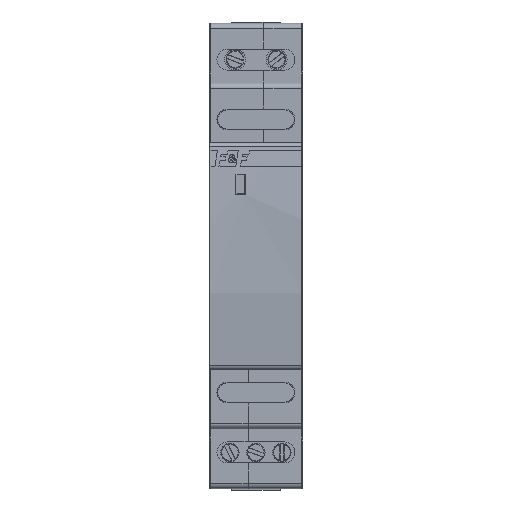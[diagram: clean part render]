
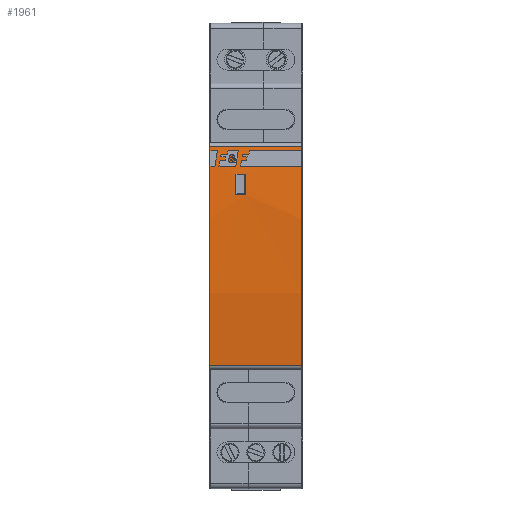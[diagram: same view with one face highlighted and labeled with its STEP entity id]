
A CAD part, front view. The second image highlights one B-rep face of the part: STEP entity #1961.
In plain terms, the highlighted cylindrical face has radius 180.874 mm (diameter 361.747 mm), a partial arc.
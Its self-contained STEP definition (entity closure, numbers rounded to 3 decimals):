
#1961=ADVANCED_FACE('',(#4912,#4914),#4916,.T.);
#4912=FACE_BOUND('',#4913,.T.);
#4913=EDGE_LOOP('',(#8680,#8681,#8682,#8683));
#4914=FACE_BOUND('',#4915,.T.);
#4915=EDGE_LOOP('',(#8684,#8685,#8686,#8687));
#4916=CYLINDRICAL_SURFACE('',#4917,180.874);
#4917=AXIS2_PLACEMENT_3D('',#4918,#4919,#4920);
#4918=CARTESIAN_POINT('',(0.,177.971,0.25));
#4919=DIRECTION('',(1.,0.,0.));
#4920=DIRECTION('',(0.,-0.993,0.12));
#8680=ORIENTED_EDGE('',*,*,#11028,.F.);
#8681=ORIENTED_EDGE('',*,*,#11029,.F.);
#8682=ORIENTED_EDGE('',*,*,#11030,.T.);
#8683=ORIENTED_EDGE('',*,*,#11031,.T.);
#8684=ORIENTED_EDGE('',*,*,#11032,.T.);
#8685=ORIENTED_EDGE('',*,*,#11033,.T.);
#8686=ORIENTED_EDGE('',*,*,#11034,.T.);
#8687=ORIENTED_EDGE('',*,*,#11035,.T.);
#11028=EDGE_CURVE('',#13178,#13179,#13180,.T.);
#11029=EDGE_CURVE('',#13181,#13178,#13182,.T.);
#11030=EDGE_CURVE('',#13181,#13183,#13184,.T.);
#11031=EDGE_CURVE('',#13183,#13179,#13185,.T.);
#11032=EDGE_CURVE('',#13186,#13187,#13188,.T.);
#11033=EDGE_CURVE('',#13187,#13189,#13190,.F.);
#11034=EDGE_CURVE('',#13189,#13191,#13192,.F.);
#11035=EDGE_CURVE('',#13191,#13186,#13193,.T.);
#13178=VERTEX_POINT('',#17640);
#13179=VERTEX_POINT('',#17641);
#13180=CIRCLE('',#17642,180.874);
#13181=VERTEX_POINT('',#17646);
#13182=LINE('',#17647,#17648);
#13183=VERTEX_POINT('',#17650);
#13184=CIRCLE('',#17651,180.874);
#13185=LINE('',#17655,#17656);
#13186=VERTEX_POINT('',#17658);
#13187=VERTEX_POINT('',#17659);
#13188=CIRCLE('',#17660,180.874);
#13189=VERTEX_POINT('',#17664);
#13190=LINE('',#17665,#17666);
#13191=VERTEX_POINT('',#17668);
#13192=CIRCLE('',#17669,180.874);
#13193=LINE('',#17673,#17674);
#17640=CARTESIAN_POINT('',(17.85,-1.664,21.382));
#17641=CARTESIAN_POINT('',(17.85,-1.664,-20.882));
#17642=AXIS2_PLACEMENT_3D('',#17643,#17644,#17645);
#17643=CARTESIAN_POINT('',(17.85,177.971,0.25));
#17644=DIRECTION('',(1.,0.,0.));
#17645=DIRECTION('',(0.,-0.993,0.117));
#17646=CARTESIAN_POINT('',(0.15,-1.664,21.382));
#17647=CARTESIAN_POINT('',(0.15,-1.664,21.382));
#17648=VECTOR('',#17649,1.);
#17649=DIRECTION('',(1.,0.,0.));
#17650=CARTESIAN_POINT('',(0.15,-1.664,-20.882));
#17651=AXIS2_PLACEMENT_3D('',#17652,#17653,#17654);
#17652=CARTESIAN_POINT('',(0.15,177.971,0.25));
#17653=DIRECTION('',(1.,0.,0.));
#17654=DIRECTION('',(0.,-0.993,0.117));
#17655=CARTESIAN_POINT('',(0.15,-1.664,-20.882));
#17656=VECTOR('',#17657,1.);
#17657=DIRECTION('',(1.,0.,0.));
#17658=CARTESIAN_POINT('',(7.,-2.216,16.));
#17659=CARTESIAN_POINT('',(7.,-2.521,12.));
#17660=AXIS2_PLACEMENT_3D('',#17661,#17662,#17663);
#17661=CARTESIAN_POINT('',(7.,177.971,0.25));
#17662=DIRECTION('',(1.,0.,0.));
#17663=DIRECTION('',(0.,-0.996,0.087));
#17664=CARTESIAN_POINT('',(5.,-2.521,12.));
#17665=CARTESIAN_POINT('',(5.,-2.521,12.));
#17666=VECTOR('',#17667,1.);
#17667=DIRECTION('',(1.,0.,0.));
#17668=CARTESIAN_POINT('',(5.,-2.216,16.));
#17669=AXIS2_PLACEMENT_3D('',#17670,#17671,#17672);
#17670=CARTESIAN_POINT('',(5.,177.971,0.25));
#17671=DIRECTION('',(1.,0.,0.));
#17672=DIRECTION('',(0.,-0.996,0.087));
#17673=CARTESIAN_POINT('',(5.,-2.216,16.));
#17674=VECTOR('',#17675,1.);
#17675=DIRECTION('',(1.,0.,0.));
